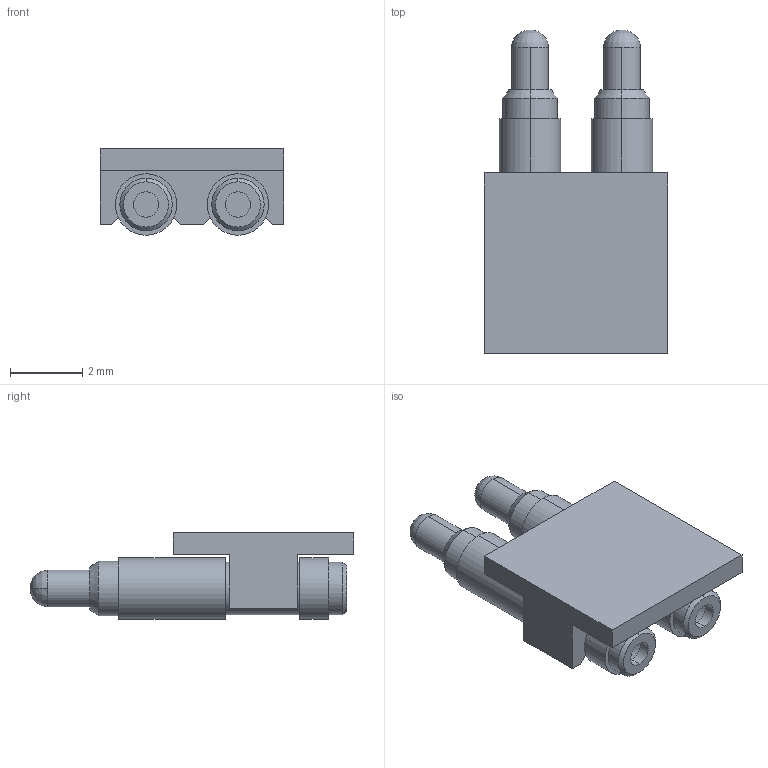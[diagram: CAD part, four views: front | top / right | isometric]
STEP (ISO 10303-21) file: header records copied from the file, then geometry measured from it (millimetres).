
FILE_DESCRIPTION(('FreeCAD Model'),'2;1');
FILE_NAME('SOLID_sp.step','2020-03-08T14:12:59', ('kicad StepUp'),('ksu MCAD'),'Open CASCADE STEP processor 7.3', 'FreeCAD','Unknown');
FILE_SCHEMA(('AUTOMOTIVE_DESIGN { 1 0 10303 214 1 1 1 1 }'));
Length unit declared in the file: millimetre
Products named in the file (1): SOLID_sp
Bounding box: 5.08 x 8.95 x 2.39 mm (x, y, z)
Volume: 49.7 mm3; surface area: 191.8 mm2
Topology: 3 solids, 3 shells, 98 faces, 214 edges, 134 vertices
Faces by surface type: cylinder 38, plane 32, cone 24, revolution 4
Entity records: 3423 total; most frequent: DIRECTION 518, CARTESIAN_POINT 475, ORIENTED_EDGE 428, EDGE_CURVE 214, AXIS2_PLACEMENT_3D 205, VERTEX_POINT 134, FACE_BOUND 110, EDGE_LOOP 110
